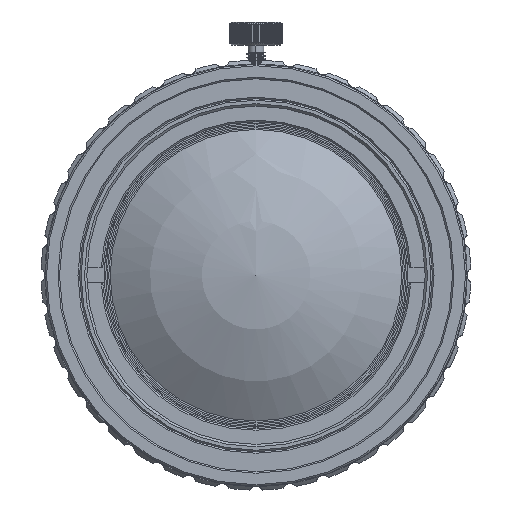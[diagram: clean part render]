
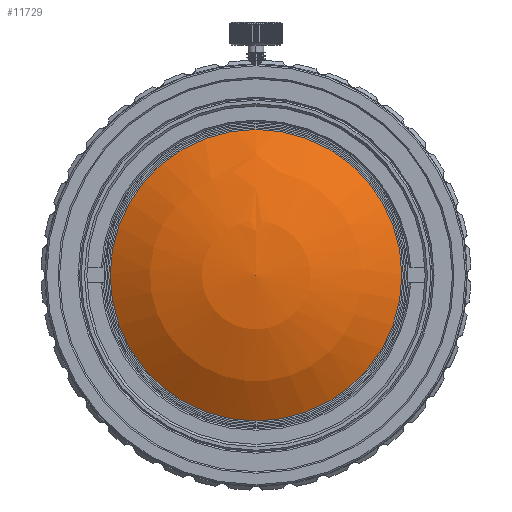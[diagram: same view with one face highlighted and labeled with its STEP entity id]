
A CAD part, left-side view. The second image highlights one B-rep face of the part: STEP entity #11729.
In plain terms, the highlighted spherical face has radius 34.43 mm.
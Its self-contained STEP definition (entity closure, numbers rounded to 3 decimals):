
#11729=ADVANCED_FACE('',(#14679),#14675,.T.);
#14675=SPHERICAL_SURFACE('',#49492,34.43);
#14679=FACE_OUTER_BOUND('',#17233,.T.);
#17233=EDGE_LOOP('',(#20728));
#20728=ORIENTED_EDGE('',*,*,#39494,.F.);
#34858=VERTEX_POINT('',#68950);
#39494=EDGE_CURVE('',#34858,#34858,#46561,.T.);
#46561=CIRCLE('',#49490,20.);
#49490=AXIS2_PLACEMENT_3D('',#68949,#55008,#55009);
#49492=AXIS2_PLACEMENT_3D('',#68952,#55012,#55013);
#55008=DIRECTION('',(1.,0.,0.));
#55009=DIRECTION('',(0.,0.,-1.));
#55012=DIRECTION('',(1.,0.,0.));
#55013=DIRECTION('',(0.,0.,1.));
#68949=CARTESIAN_POINT('',(-27.245,0.,0.));
#68950=CARTESIAN_POINT('',(-27.245,0.,-20.));
#68952=CARTESIAN_POINT('',(0.78,0.,0.));
